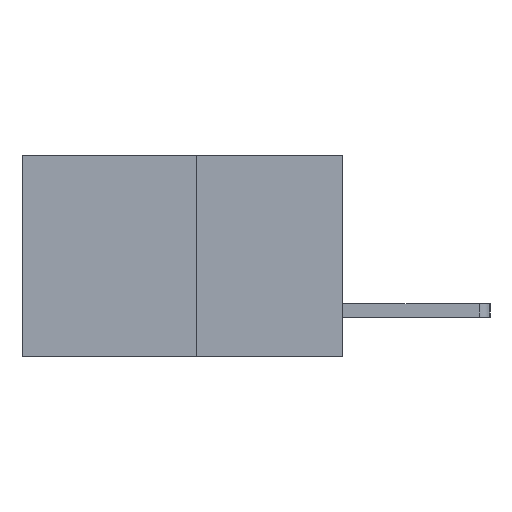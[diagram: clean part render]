
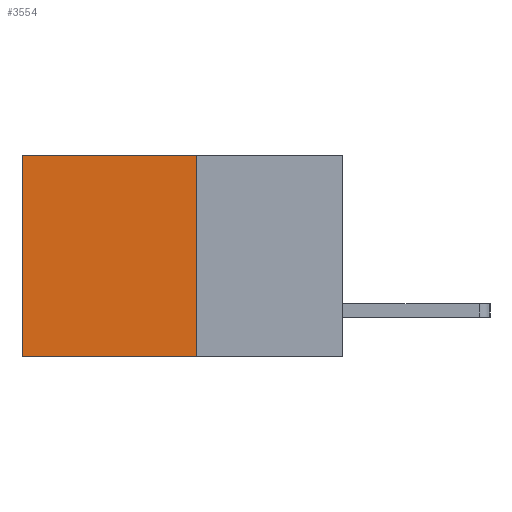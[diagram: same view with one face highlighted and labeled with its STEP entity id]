
A CAD part, left-side view. The second image highlights one B-rep face of the part: STEP entity #3554.
In plain terms, the highlighted planar face has unit normal (-1, 0, 0).
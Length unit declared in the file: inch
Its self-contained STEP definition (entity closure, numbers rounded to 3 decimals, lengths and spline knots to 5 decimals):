
#451 = EDGE_CURVE ( 'NONE', #4240, #1999, #1579, .T. ) ;
#727 = CARTESIAN_POINT ( 'NONE',  ( 0.277, 0.59, 0. ) ) ;
#987 = FACE_OUTER_BOUND ( 'NONE', #6253, .T. ) ;
#1389 = CARTESIAN_POINT ( 'NONE',  ( 0.277, 0.27, -0.37 ) ) ;
#1579 = LINE ( 'NONE', #1389, #9773 ) ;
#1592 = DIRECTION ( 'NONE',  ( 0., 1., 0. ) ) ;
#1662 = CARTESIAN_POINT ( 'NONE',  ( 0.277, 0.27, -0.37 ) ) ;
#1872 = VERTEX_POINT ( 'NONE', #2179 ) ;
#1999 = VERTEX_POINT ( 'NONE', #2994 ) ;
#2179 = CARTESIAN_POINT ( 'NONE',  ( 0.277, 0.59, -0.37 ) ) ;
#2404 = EDGE_CURVE ( 'NONE', #6389, #1872, #7788, .T. ) ;
#2779 = ORIENTED_EDGE ( 'NONE', *, *, #6693, .T. ) ;
#2994 = CARTESIAN_POINT ( 'NONE',  ( 0.277, 0.27, -0.37 ) ) ;
#3352 = LINE ( 'NONE', #9884, #7372 ) ;
#3554 = ADVANCED_FACE ( 'NONE', ( #987 ), #8320, .F. ) ;
#4240 = VERTEX_POINT ( 'NONE', #9641 ) ;
#4484 = VECTOR ( 'NONE', #1592, 39.37008 ) ;
#4547 = CARTESIAN_POINT ( 'NONE',  ( 0.277, 0.59, -0.37 ) ) ;
#4911 = VECTOR ( 'NONE', #8271, 39.37008 ) ;
#5492 = ORIENTED_EDGE ( 'NONE', *, *, #2404, .T. ) ;
#5824 = EDGE_CURVE ( 'NONE', #1999, #1872, #6642, .T. ) ;
#6014 = DIRECTION ( 'NONE',  ( 0., 1., 0. ) ) ;
#6253 = EDGE_LOOP ( 'NONE', ( #5492, #7463, #6367, #2779 ) ) ;
#6367 = ORIENTED_EDGE ( 'NONE', *, *, #451, .F. ) ;
#6389 = VERTEX_POINT ( 'NONE', #727 ) ;
#6642 = LINE ( 'NONE', #1662, #4484 ) ;
#6693 = EDGE_CURVE ( 'NONE', #4240, #6389, #3352, .T. ) ;
#7295 = AXIS2_PLACEMENT_3D ( 'NONE', #8294, #8028, #8050 ) ;
#7372 = VECTOR ( 'NONE', #6014, 39.37008 ) ;
#7463 = ORIENTED_EDGE ( 'NONE', *, *, #5824, .F. ) ;
#7788 = LINE ( 'NONE', #4547, #4911 ) ;
#8028 = DIRECTION ( 'NONE',  ( 1., 0., 0. ) ) ;
#8050 = DIRECTION ( 'NONE',  ( 0., 0., -1. ) ) ;
#8271 = DIRECTION ( 'NONE',  ( 0., 0., -1. ) ) ;
#8294 = CARTESIAN_POINT ( 'NONE',  ( 0.277, 0.27, -0.37 ) ) ;
#8320 = PLANE ( 'NONE',  #7295 ) ;
#9641 = CARTESIAN_POINT ( 'NONE',  ( 0.277, 0.27, 0. ) ) ;
#9773 = VECTOR ( 'NONE', #10167, 39.37008 ) ;
#9884 = CARTESIAN_POINT ( 'NONE',  ( 0.277, 0.27, 0. ) ) ;
#10167 = DIRECTION ( 'NONE',  ( 0., 0., -1. ) ) ;
